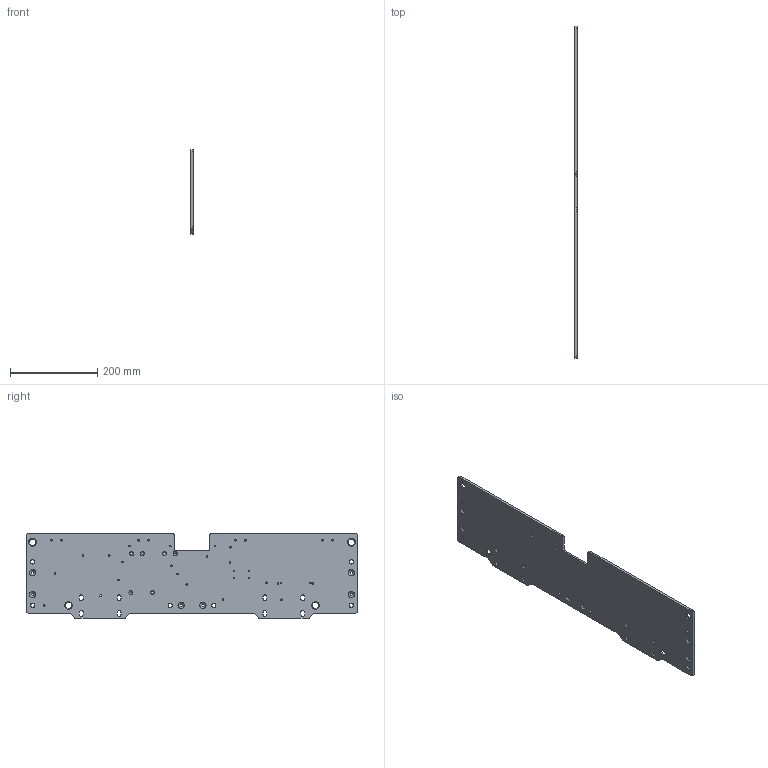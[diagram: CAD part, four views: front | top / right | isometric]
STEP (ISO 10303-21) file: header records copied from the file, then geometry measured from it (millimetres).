
FILE_DESCRIPTION(/* description */ ('Montagewand '),/* implementation_level */ '2;1');
FILE_NAME(/* name */ 'JR 811181.ipt_.step',/* time_stamp */ '2025-10-31T07:29:47+01:00',/* author */ ('ALHA'),/* organization */ (''),/* preprocessor_version */ 'ST-DEVELOPER v20',/* originating_system */ 'Autodesk Inventor 2025',/* authorisation */ '');
FILE_SCHEMA (('AUTOMOTIVE_DESIGN { 1 0 10303 214 3 1 1 }'));
Length unit declared in the file: millimetre
Products named in the file (1): JR 811181
Bounding box: 5 x 762 x 195 mm (x, y, z)
Volume: 679970.2 mm3; surface area: 288473.6 mm2
Topology: 1 solids, 1 shells, 145 faces, 429 edges, 286 vertices
Faces by surface type: cylinder 89, plane 34, cone 22
Full cylindrical faces by diameter (mm): 2.3 x4, 2.6 x2, 3.65 x19, 4.5 x16, 6.6 x6, 9 x6, 15 x4
Entity records: 5277 total; most frequent: DIRECTION 943, CARTESIAN_POINT 861, ORIENTED_EDGE 858, EDGE_CURVE 429, AXIS2_PLACEMENT_3D 368, VERTEX_POINT 286, EDGE_LOOP 275, CIRCLE 222
